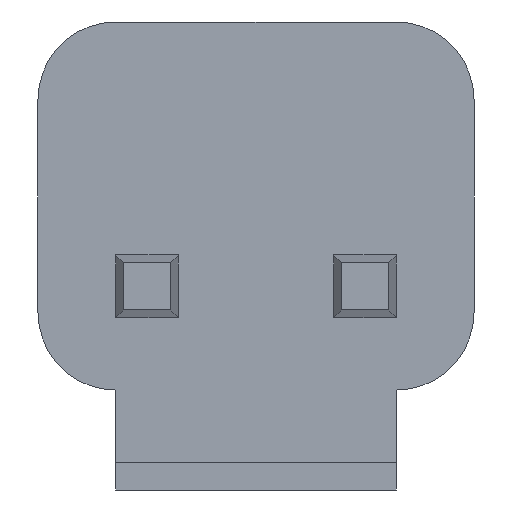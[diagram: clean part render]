
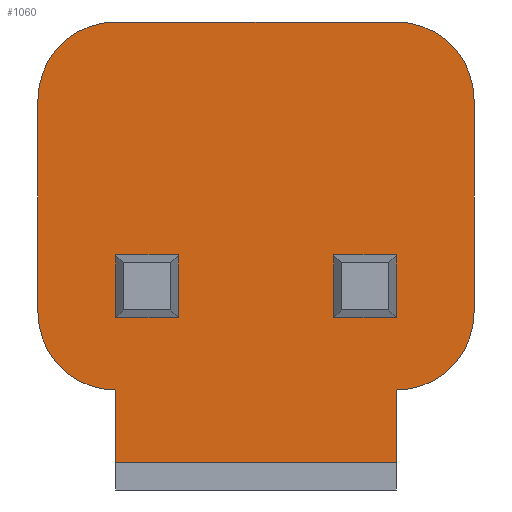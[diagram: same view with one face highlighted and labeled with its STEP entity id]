
A CAD part, front view. The second image highlights one B-rep face of the part: STEP entity #1060.
In plain terms, the highlighted planar face has unit normal (0, -1, 0).
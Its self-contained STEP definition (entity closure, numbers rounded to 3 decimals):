
#780 = VERTEX_POINT('',#781);
#781 = CARTESIAN_POINT('',(4.53,0.,-3.2));
#787 = EDGE_CURVE('',#780,#788,#790,.T.);
#788 = VERTEX_POINT('',#789);
#789 = CARTESIAN_POINT('',(-0.57,0.,-3.2));
#790 = LINE('',#791,#792);
#791 = CARTESIAN_POINT('',(4.53,0.,-3.2));
#792 = VECTOR('',#793,1.);
#793 = DIRECTION('',(-1.,0.,0.));
#809 = EDGE_CURVE('',#810,#812,#814,.T.);
#810 = VERTEX_POINT('',#811);
#811 = CARTESIAN_POINT('',(-1.98,0.,3.39));
#812 = VERTEX_POINT('',#813);
#813 = CARTESIAN_POINT('',(-0.57,0.,4.8));
#814 = CIRCLE('',#815,1.41);
#815 = AXIS2_PLACEMENT_3D('',#816,#817,#818);
#816 = CARTESIAN_POINT('',(-0.57,0.,3.39));
#817 = DIRECTION('',(0.,1.,0.));
#818 = DIRECTION('',(0.,-0.,-1.));
#851 = EDGE_CURVE('',#812,#852,#854,.T.);
#852 = VERTEX_POINT('',#853);
#853 = CARTESIAN_POINT('',(4.53,0.,4.8));
#854 = LINE('',#855,#856);
#855 = CARTESIAN_POINT('',(-0.57,0.,4.8));
#856 = VECTOR('',#857,1.);
#857 = DIRECTION('',(1.,0.,0.));
#882 = EDGE_CURVE('',#852,#883,#885,.T.);
#883 = VERTEX_POINT('',#884);
#884 = CARTESIAN_POINT('',(5.94,0.,3.39));
#885 = CIRCLE('',#886,1.41);
#886 = AXIS2_PLACEMENT_3D('',#887,#888,#889);
#887 = CARTESIAN_POINT('',(4.53,0.,3.39));
#888 = DIRECTION('',(0.,1.,0.));
#889 = DIRECTION('',(0.,-0.,1.));
#915 = EDGE_CURVE('',#883,#916,#918,.T.);
#916 = VERTEX_POINT('',#917);
#917 = CARTESIAN_POINT('',(5.94,0.,-0.475));
#918 = LINE('',#919,#920);
#919 = CARTESIAN_POINT('',(5.94,0.,3.39));
#920 = VECTOR('',#921,1.);
#921 = DIRECTION('',(0.,0.,-1.));
#946 = EDGE_CURVE('',#916,#947,#949,.T.);
#947 = VERTEX_POINT('',#948);
#948 = CARTESIAN_POINT('',(4.53,0.,-1.885));
#949 = CIRCLE('',#950,1.41);
#950 = AXIS2_PLACEMENT_3D('',#951,#952,#953);
#951 = CARTESIAN_POINT('',(4.53,0.,-0.475));
#952 = DIRECTION('',(0.,1.,0.));
#953 = DIRECTION('',(0.,-0.,-1.));
#979 = EDGE_CURVE('',#980,#982,#984,.T.);
#980 = VERTEX_POINT('',#981);
#981 = CARTESIAN_POINT('',(-0.57,0.,-1.885));
#982 = VERTEX_POINT('',#983);
#983 = CARTESIAN_POINT('',(-1.98,0.,-0.475));
#984 = CIRCLE('',#985,1.41);
#985 = AXIS2_PLACEMENT_3D('',#986,#987,#988);
#986 = CARTESIAN_POINT('',(-0.57,0.,-0.475));
#987 = DIRECTION('',(0.,1.,0.));
#988 = DIRECTION('',(0.,-0.,-1.));
#1021 = EDGE_CURVE('',#982,#810,#1022,.T.);
#1022 = LINE('',#1023,#1024);
#1023 = CARTESIAN_POINT('',(-1.98,0.,3.39));
#1024 = VECTOR('',#1025,1.);
#1025 = DIRECTION('',(-0.,-0.,1.));
#1060 = ADVANCED_FACE('',(#1061),#1083,.T.);
#1061 = FACE_BOUND('',#1062,.T.);
#1062 = EDGE_LOOP('',(#1063,#1064,#1065,#1066,#1072,#1073,#1079,#1080,
    #1081,#1082));
#1063 = ORIENTED_EDGE('',*,*,#809,.F.);
#1064 = ORIENTED_EDGE('',*,*,#1021,.F.);
#1065 = ORIENTED_EDGE('',*,*,#979,.F.);
#1066 = ORIENTED_EDGE('',*,*,#1067,.F.);
#1067 = EDGE_CURVE('',#788,#980,#1068,.T.);
#1068 = LINE('',#1069,#1070);
#1069 = CARTESIAN_POINT('',(-0.57,0.,-3.2));
#1070 = VECTOR('',#1071,1.);
#1071 = DIRECTION('',(0.,0.,1.));
#1072 = ORIENTED_EDGE('',*,*,#787,.F.);
#1073 = ORIENTED_EDGE('',*,*,#1074,.F.);
#1074 = EDGE_CURVE('',#947,#780,#1075,.T.);
#1075 = LINE('',#1076,#1077);
#1076 = CARTESIAN_POINT('',(4.53,0.,-3.2));
#1077 = VECTOR('',#1078,1.);
#1078 = DIRECTION('',(0.,-0.,-1.));
#1079 = ORIENTED_EDGE('',*,*,#946,.F.);
#1080 = ORIENTED_EDGE('',*,*,#915,.F.);
#1081 = ORIENTED_EDGE('',*,*,#882,.F.);
#1082 = ORIENTED_EDGE('',*,*,#851,.F.);
#1083 = PLANE('',#1084);
#1084 = AXIS2_PLACEMENT_3D('',#1085,#1086,#1087);
#1085 = CARTESIAN_POINT('',(-0.57,0.,3.39));
#1086 = DIRECTION('',(0.,-1.,0.));
#1087 = DIRECTION('',(0.,-0.,-1.));
